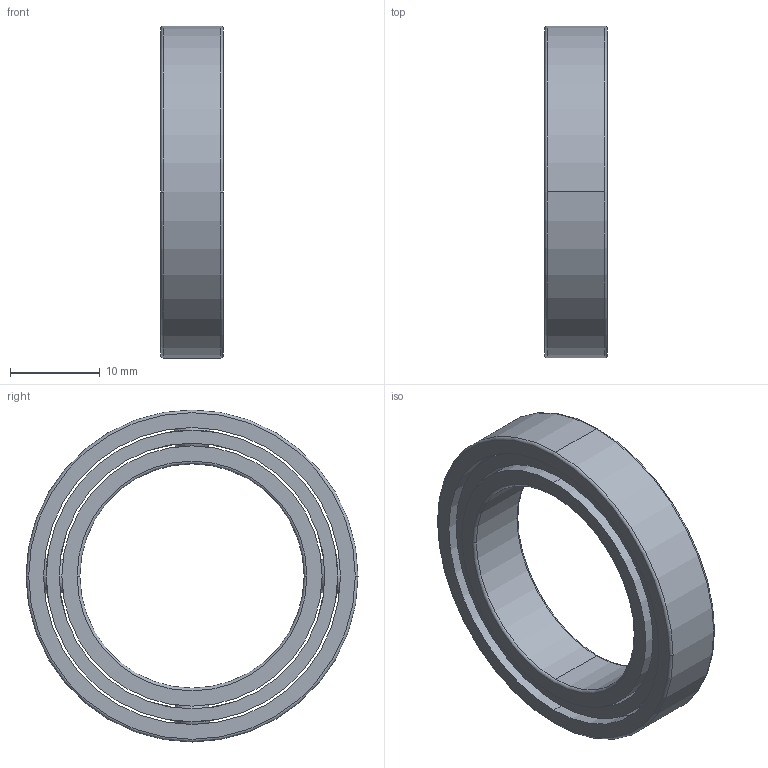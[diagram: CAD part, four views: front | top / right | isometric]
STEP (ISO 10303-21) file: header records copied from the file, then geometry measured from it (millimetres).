
FILE_DESCRIPTION(('STEP AP242'),'1');
FILE_NAME('61805.stp','2024-07-12T18:27:48',('TraceParts'),('TraceParts S.A.'),'Spatial InterOp 3D',' ',' ');
FILE_SCHEMA(('AP242_MANAGED_MODEL_BASED_3D_ENGINEERING_MIM_LF {1 0 10303 442 1 1 4}'));
Length unit declared in the file: millimetre
Products named in the file (1): 61805_1
Bounding box: 7 x 37 x 37 mm (x, y, z)
Volume: 2957 mm3; surface area: 5106.3 mm2
Topology: 7 solids, 7 shells, 54 faces, 152 edges, 92 vertices
Faces by surface type: cylinder 24, torus 16, sphere 8, plane 6
Entity records: 2664 total; most frequent: CARTESIAN_POINT 825, DIRECTION 318, ORIENTED_EDGE 272, AXIS2_PLACEMENT_3D 145, EDGE_CURVE 136, VERTEX_POINT 92, CIRCLE 84, EDGE_LOOP 64
